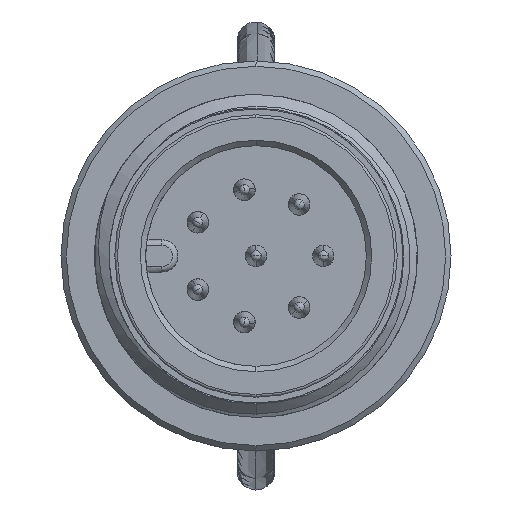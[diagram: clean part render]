
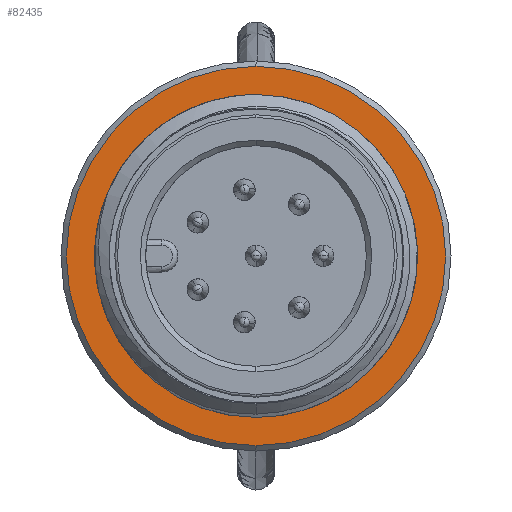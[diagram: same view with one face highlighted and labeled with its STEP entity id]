
A CAD part, left-side view. The second image highlights one B-rep face of the part: STEP entity #82435.
In plain terms, the highlighted planar face has unit normal (-1, 0, 0).
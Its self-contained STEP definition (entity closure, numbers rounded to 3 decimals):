
#3638 = DIRECTION ( 'NONE',  ( -1., 0., 0. ) ) ;
#4748 = DIRECTION ( 'NONE',  ( -1., 0., 0. ) ) ;
#14191 = CARTESIAN_POINT ( 'NONE',  ( 7.3, 0., 0. ) ) ;
#14198 = FACE_OUTER_BOUND ( 'NONE', #50227, .T. ) ;
#19104 = CIRCLE ( 'NONE', #79677, 6. ) ;
#20194 = CIRCLE ( 'NONE', #49096, 6. ) ;
#23953 = VERTEX_POINT ( 'NONE', #78344 ) ;
#35782 = DIRECTION ( 'NONE',  ( 0., 0., 1. ) ) ;
#38341 = CARTESIAN_POINT ( 'NONE',  ( 7.3, 0., 0. ) ) ;
#42664 = CARTESIAN_POINT ( 'NONE',  ( 7.3, 6., 0. ) ) ;
#48037 = VERTEX_POINT ( 'NONE', #130193 ) ;
#48110 = FACE_BOUND ( 'NONE', #63598, .T. ) ;
#48526 = EDGE_CURVE ( 'NONE', #23953, #66668, #20194, .T. ) ;
#49096 = AXIS2_PLACEMENT_3D ( 'NONE', #14191, #4748, #35782 ) ;
#49849 = AXIS2_PLACEMENT_3D ( 'NONE', #55556, #82904, #115781 ) ;
#50227 = EDGE_LOOP ( 'NONE', ( #123635, #126414 ) ) ;
#52606 = DIRECTION ( 'NONE',  ( 1., 0., 0. ) ) ;
#55556 = CARTESIAN_POINT ( 'NONE',  ( 7.3, 0., 0. ) ) ;
#58242 = EDGE_CURVE ( 'NONE', #66668, #23953, #19104, .T. ) ;
#62466 = VERTEX_POINT ( 'NONE', #126857 ) ;
#63598 = EDGE_LOOP ( 'NONE', ( #93293, #88906 ) ) ;
#65825 = DIRECTION ( 'NONE',  ( 0., 0., -1. ) ) ;
#66668 = VERTEX_POINT ( 'NONE', #97694 ) ;
#67751 = CIRCLE ( 'NONE', #80582, 7.05 ) ;
#73734 = DIRECTION ( 'NONE',  ( 0., 0., -1. ) ) ;
#75019 = PLANE ( 'NONE',  #93836 ) ;
#76143 = CARTESIAN_POINT ( 'NONE',  ( 7.3, 0., 0. ) ) ;
#78344 = CARTESIAN_POINT ( 'NONE',  ( 7.3, 0., -6. ) ) ;
#78921 = DIRECTION ( 'NONE',  ( -1., 0., 0. ) ) ;
#79677 = AXIS2_PLACEMENT_3D ( 'NONE', #38341, #78921, #110494 ) ;
#80582 = AXIS2_PLACEMENT_3D ( 'NONE', #76143, #3638, #65825 ) ;
#82435 = ADVANCED_FACE ( 'NONE', ( #14198, #48110 ), #75019, .F. ) ;
#82904 = DIRECTION ( 'NONE',  ( -1., 0., 0. ) ) ;
#86194 = CIRCLE ( 'NONE', #49849, 7.05 ) ;
#87362 = EDGE_CURVE ( 'NONE', #62466, #48037, #67751, .T. ) ;
#88906 = ORIENTED_EDGE ( 'NONE', *, *, #48526, .F. ) ;
#93293 = ORIENTED_EDGE ( 'NONE', *, *, #58242, .F. ) ;
#93836 = AXIS2_PLACEMENT_3D ( 'NONE', #42664, #52606, #73734 ) ;
#97694 = CARTESIAN_POINT ( 'NONE',  ( 7.3, 0., 6. ) ) ;
#110494 = DIRECTION ( 'NONE',  ( 0., 0., 1. ) ) ;
#115781 = DIRECTION ( 'NONE',  ( 0., 0., -1. ) ) ;
#123635 = ORIENTED_EDGE ( 'NONE', *, *, #87362, .T. ) ;
#126414 = ORIENTED_EDGE ( 'NONE', *, *, #129975, .T. ) ;
#126857 = CARTESIAN_POINT ( 'NONE',  ( 7.3, 0., -7.05 ) ) ;
#129975 = EDGE_CURVE ( 'NONE', #48037, #62466, #86194, .T. ) ;
#130193 = CARTESIAN_POINT ( 'NONE',  ( 7.3, 0., 7.05 ) ) ;
